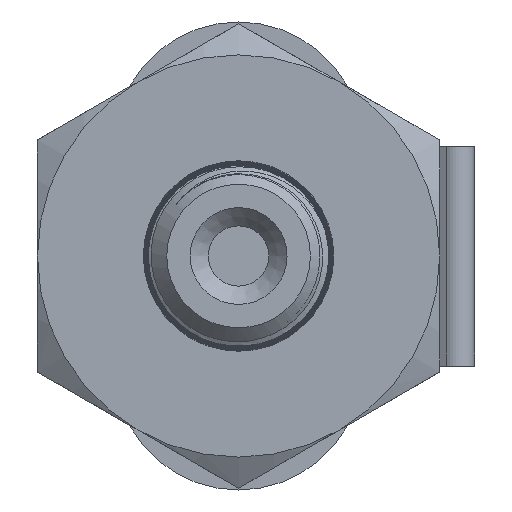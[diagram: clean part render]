
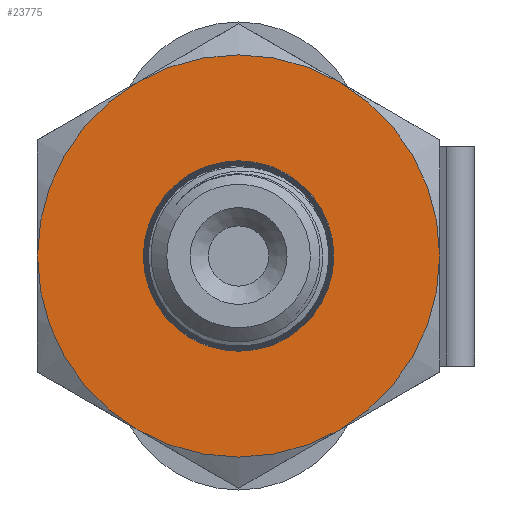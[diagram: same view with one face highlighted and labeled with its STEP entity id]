
A CAD part, left-side view. The second image highlights one B-rep face of the part: STEP entity #23775.
In plain terms, the highlighted planar face has unit normal (-1, 0, 0).
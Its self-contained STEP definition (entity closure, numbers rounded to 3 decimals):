
#481=PLANE('',#24980);
#1162=FACE_BOUND('',#3281,.T.);
#1889=FACE_OUTER_BOUND('',#3280,.T.);
#3280=EDGE_LOOP('',(#17873,#17874,#17875,#17876,#17877,#17878));
#3281=EDGE_LOOP('',(#17879));
#4389=CIRCLE('',#24872,5.21);
#4410=CIRCLE('',#24937,11.);
#4411=CIRCLE('',#24939,11.);
#4412=CIRCLE('',#24941,11.);
#4413=CIRCLE('',#24943,11.);
#4414=CIRCLE('',#24945,11.);
#4415=CIRCLE('',#24947,11.);
#10110=VERTEX_POINT('',#33339);
#10643=VERTEX_POINT('',#43216);
#10644=VERTEX_POINT('',#43220);
#10646=VERTEX_POINT('',#43227);
#10648=VERTEX_POINT('',#43237);
#10650=VERTEX_POINT('',#43250);
#10652=VERTEX_POINT('',#43260);
#12496=EDGE_CURVE('',#10110,#10110,#4389,.T.);
#13296=EDGE_CURVE('',#10643,#10644,#4410,.T.);
#13299=EDGE_CURVE('',#10646,#10643,#4411,.T.);
#13302=EDGE_CURVE('',#10648,#10646,#4412,.T.);
#13304=EDGE_CURVE('',#10650,#10648,#4413,.T.);
#13307=EDGE_CURVE('',#10652,#10650,#4414,.T.);
#13310=EDGE_CURVE('',#10644,#10652,#4415,.T.);
#17873=ORIENTED_EDGE('',*,*,#13310,.T.);
#17874=ORIENTED_EDGE('',*,*,#13307,.T.);
#17875=ORIENTED_EDGE('',*,*,#13304,.T.);
#17876=ORIENTED_EDGE('',*,*,#13302,.T.);
#17877=ORIENTED_EDGE('',*,*,#13299,.T.);
#17878=ORIENTED_EDGE('',*,*,#13296,.T.);
#17879=ORIENTED_EDGE('',*,*,#12496,.T.);
#23775=ADVANCED_FACE('',(#1889,#1162),#481,.T.);
#24872=AXIS2_PLACEMENT_3D('',#33340,#26692,#26693);
#24937=AXIS2_PLACEMENT_3D('',#43224,#27102,#27103);
#24939=AXIS2_PLACEMENT_3D('',#43234,#27106,#27107);
#24941=AXIS2_PLACEMENT_3D('',#43244,#27110,#27111);
#24943=AXIS2_PLACEMENT_3D('',#43251,#27114,#27115);
#24945=AXIS2_PLACEMENT_3D('',#43261,#27118,#27119);
#24947=AXIS2_PLACEMENT_3D('',#43270,#27122,#27123);
#24980=AXIS2_PLACEMENT_3D('',#43370,#27199,#27200);
#26692=DIRECTION('center_axis',(1.,0.,0.));
#26693=DIRECTION('ref_axis',(0.,0.,-1.));
#27102=DIRECTION('center_axis',(-1.,0.,0.));
#27103=DIRECTION('ref_axis',(0.,1.,0.));
#27106=DIRECTION('center_axis',(-1.,0.,0.));
#27107=DIRECTION('ref_axis',(0.,1.,0.));
#27110=DIRECTION('center_axis',(-1.,0.,0.));
#27111=DIRECTION('ref_axis',(0.,1.,0.));
#27114=DIRECTION('center_axis',(-1.,0.,0.));
#27115=DIRECTION('ref_axis',(0.,1.,0.));
#27118=DIRECTION('center_axis',(-1.,0.,0.));
#27119=DIRECTION('ref_axis',(0.,1.,0.));
#27122=DIRECTION('center_axis',(-1.,0.,0.));
#27123=DIRECTION('ref_axis',(0.,1.,0.));
#27199=DIRECTION('center_axis',(-1.,0.,0.));
#27200=DIRECTION('ref_axis',(0.,0.,1.));
#33339=CARTESIAN_POINT('',(-30.,-5.21,0.));
#33340=CARTESIAN_POINT('Origin',(-30.,0.,
0.));
#43216=CARTESIAN_POINT('',(-30.,-11.,0.));
#43220=CARTESIAN_POINT('',(-30.,-5.5,9.526));
#43224=CARTESIAN_POINT('Origin',(-30.,0.,
0.));
#43227=CARTESIAN_POINT('',(-30.,-5.5,-9.526));
#43234=CARTESIAN_POINT('Origin',(-30.,0.,
0.));
#43237=CARTESIAN_POINT('',(-30.,5.5,-9.526));
#43244=CARTESIAN_POINT('Origin',(-30.,0.,
0.));
#43250=CARTESIAN_POINT('',(-30.,11.,0.));
#43251=CARTESIAN_POINT('Origin',(-30.,0.,
0.));
#43260=CARTESIAN_POINT('',(-30.,5.5,9.526));
#43261=CARTESIAN_POINT('Origin',(-30.,0.,
0.));
#43270=CARTESIAN_POINT('Origin',(-30.,0.,
0.));
#43370=CARTESIAN_POINT('Origin',(-30.,11.,0.));
